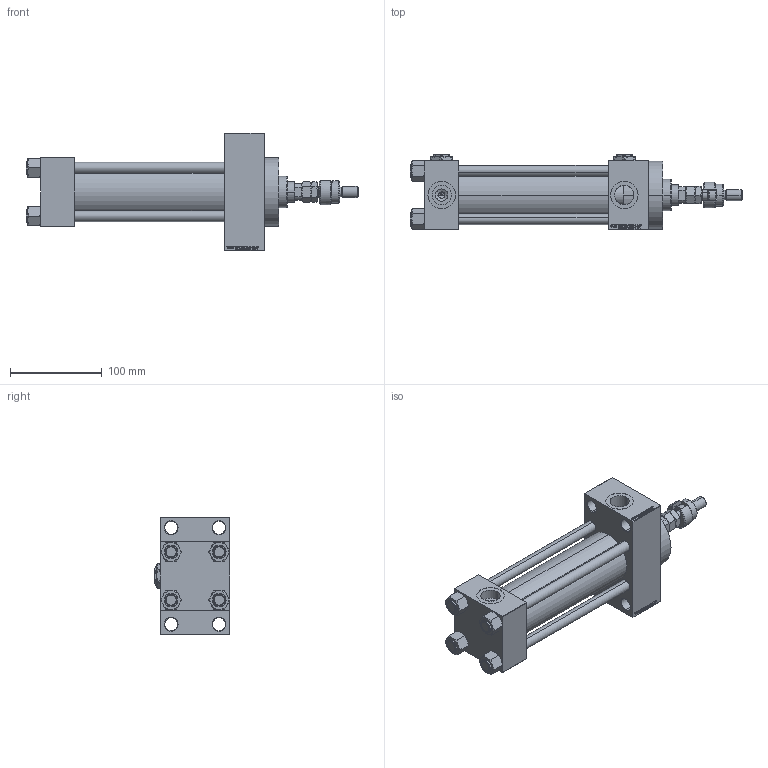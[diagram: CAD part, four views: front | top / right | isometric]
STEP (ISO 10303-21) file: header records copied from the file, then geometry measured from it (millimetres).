
FILE_DESCRIPTION (( 'STEP AP203' ), '1' );
FILE_NAME ('c02a.STEP', '2022-04-16T00:03:28', ( '' ), ( '' ), 'SwSTEP 2.0', 'SolidWorks 2019', '' );
FILE_SCHEMA (( 'CONFIG_CONTROL_DESIGN' ));
Length unit declared in the file: millimetre
Products named in the file (10): NUT_M5_D 6800f581cdcb6256b1c3018f24383a4c; V215_VC_A 6800f581cdcb6256b1c3018f24383a4c; V215CR_D_TYCINKA 6800f581cdcb6256b1c3018f24383a4c; c02a; Zatka_pro_OIL_PORT 6800f581cdcb6256b1c3018f24383a4c; FEMALE_PART_FOR_DFA 6800f581cdcb6256b1c3018f24383a4c; V215CR_D_Body 6800f581cdcb6256b1c3018f24383a4c; V215CR_VCP_D 6800f581cdcb6256b1c3018f24383a4c; DFA 6800f581cdcb6256b1c3018f24383a4c; MFA 6800f581cdcb6256b1c3018f24383a4c
Assembly tree (16 placements, depth 3):
  c02a
    V215CR_D_Body 6800f581cdcb6256b1c3018f24383a4c
    V215CR_VCP_D 6800f581cdcb6256b1c3018f24383a4c
    NUT_M5_D 6800f581cdcb6256b1c3018f24383a4c  x4
    V215CR_D_TYCINKA 6800f581cdcb6256b1c3018f24383a4c  x4
    V215_VC_A 6800f581cdcb6256b1c3018f24383a4c
    DFA 6800f581cdcb6256b1c3018f24383a4c
      FEMALE_PART_FOR_DFA 6800f581cdcb6256b1c3018f24383a4c
      MFA 6800f581cdcb6256b1c3018f24383a4c
    Zatka_pro_OIL_PORT 6800f581cdcb6256b1c3018f24383a4c  x2
Bounding box: 361 x 82.27 x 128 mm (x, y, z)
Volume: 950635.4 mm3; surface area: 236034.6 mm2
Topology: 15 solids, 15 shells, 1297 faces, 3184 edges, 2038 vertices
Faces by surface type: plane 575, bspline 368, cone 226, cylinder 116, torus 12
Entity records: 52316 total; most frequent: CARTESIAN_POINT 26478, ORIENTED_EDGE 5668, DIRECTION 3864, EDGE_CURVE 2834, VERTEX_POINT 1836, LINE 1616, VECTOR 1616, EDGE_LOOP 1278
